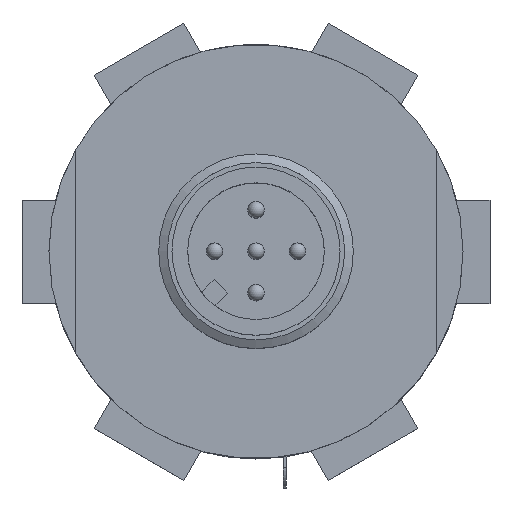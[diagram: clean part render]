
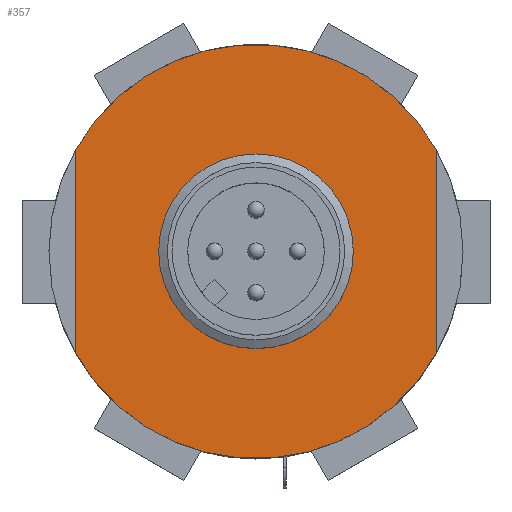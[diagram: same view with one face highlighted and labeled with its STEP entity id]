
A CAD part, top view. The second image highlights one B-rep face of the part: STEP entity #357.
In plain terms, the highlighted planar face has unit normal (0, 0, 1).
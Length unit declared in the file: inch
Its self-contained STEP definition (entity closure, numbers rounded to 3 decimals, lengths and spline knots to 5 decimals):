
#172 = ORIENTED_EDGE ( 'NONE', *, *, #574, .F. ) ;
#217 = CARTESIAN_POINT ( 'NONE',  ( 0.435, 0.24653, 0.222 ) ) ;
#357 = ADVANCED_FACE ( 'NONE', ( #3795, #3420 ), #3736, .T. ) ;
#574 = EDGE_CURVE ( 'NONE', #861, #1793, #4420, .T. ) ;
#591 = CIRCLE ( 'NONE', #2695, 0.5 ) ;
#686 = EDGE_LOOP ( 'NONE', ( #172, #4513, #4314, #4011 ) ) ;
#861 = VERTEX_POINT ( 'NONE', #217 ) ;
#913 = AXIS2_PLACEMENT_3D ( 'NONE', #4239, #2071, #4622 ) ;
#955 = CARTESIAN_POINT ( 'NONE',  ( 0., 0., 0.222 ) ) ;
#971 = CIRCLE ( 'NONE', #913, 0.205 ) ;
#1057 = DIRECTION ( 'NONE',  ( 0., 0., 1. ) ) ;
#1205 = CARTESIAN_POINT ( 'NONE',  ( 0., 0., 0.222 ) ) ;
#1275 = DIRECTION ( 'NONE',  ( 0., 0., 1. ) ) ;
#1328 = DIRECTION ( 'NONE',  ( 0., -1., 0. ) ) ;
#1441 = CARTESIAN_POINT ( 'NONE',  ( 0.435, -0.24653, 0.222 ) ) ;
#1583 = DIRECTION ( 'NONE',  ( 1., 0., 0. ) ) ;
#1677 = CARTESIAN_POINT ( 'NONE',  ( 0.435, 0., 0.222 ) ) ;
#1793 = VERTEX_POINT ( 'NONE', #1441 ) ;
#1809 = EDGE_LOOP ( 'NONE', ( #3781 ) ) ;
#2017 = AXIS2_PLACEMENT_3D ( 'NONE', #955, #1057, #2057 ) ;
#2057 = DIRECTION ( 'NONE',  ( 1., 0., 0. ) ) ;
#2071 = DIRECTION ( 'NONE',  ( 0., 0., 1. ) ) ;
#2270 = CARTESIAN_POINT ( 'NONE',  ( -0.435, 0., 0.222 ) ) ;
#2457 = VERTEX_POINT ( 'NONE', #4039 ) ;
#2463 = LINE ( 'NONE', #2270, #3435 ) ;
#2695 = AXIS2_PLACEMENT_3D ( 'NONE', #3436, #1275, #3770 ) ;
#3018 = EDGE_CURVE ( 'NONE', #861, #2457, #4378, .T. ) ;
#3071 = EDGE_CURVE ( 'NONE', #3647, #1793, #591, .T. ) ;
#3323 = EDGE_CURVE ( 'NONE', #3689, #3689, #971, .T. ) ;
#3420 = FACE_BOUND ( 'NONE', #1809, .T. ) ;
#3435 = VECTOR ( 'NONE', #3706, 39.37008 ) ;
#3436 = CARTESIAN_POINT ( 'NONE',  ( 0., 0., 0.222 ) ) ;
#3647 = VERTEX_POINT ( 'NONE', #4463 ) ;
#3667 = EDGE_CURVE ( 'NONE', #3647, #2457, #2463, .T. ) ;
#3689 = VERTEX_POINT ( 'NONE', #4432 ) ;
#3706 = DIRECTION ( 'NONE',  ( 0., 1., 0. ) ) ;
#3709 = DIRECTION ( 'NONE',  ( 0., 0., 1. ) ) ;
#3736 = PLANE ( 'NONE',  #2017 ) ;
#3770 = DIRECTION ( 'NONE',  ( 1., 0., 0. ) ) ;
#3781 = ORIENTED_EDGE ( 'NONE', *, *, #3323, .F. ) ;
#3795 = FACE_OUTER_BOUND ( 'NONE', #686, .T. ) ;
#3976 = AXIS2_PLACEMENT_3D ( 'NONE', #1205, #3709, #1583 ) ;
#4011 = ORIENTED_EDGE ( 'NONE', *, *, #3071, .T. ) ;
#4039 = CARTESIAN_POINT ( 'NONE',  ( -0.435, 0.24653, 0.222 ) ) ;
#4055 = VECTOR ( 'NONE', #1328, 39.37008 ) ;
#4239 = CARTESIAN_POINT ( 'NONE',  ( 0., 0., 0.222 ) ) ;
#4314 = ORIENTED_EDGE ( 'NONE', *, *, #3667, .F. ) ;
#4378 = CIRCLE ( 'NONE', #3976, 0.5 ) ;
#4420 = LINE ( 'NONE', #1677, #4055 ) ;
#4432 = CARTESIAN_POINT ( 'NONE',  ( 0.205, 0., 0.222 ) ) ;
#4463 = CARTESIAN_POINT ( 'NONE',  ( -0.435, -0.24653, 0.222 ) ) ;
#4513 = ORIENTED_EDGE ( 'NONE', *, *, #3018, .T. ) ;
#4622 = DIRECTION ( 'NONE',  ( 1., 0., 0. ) ) ;
